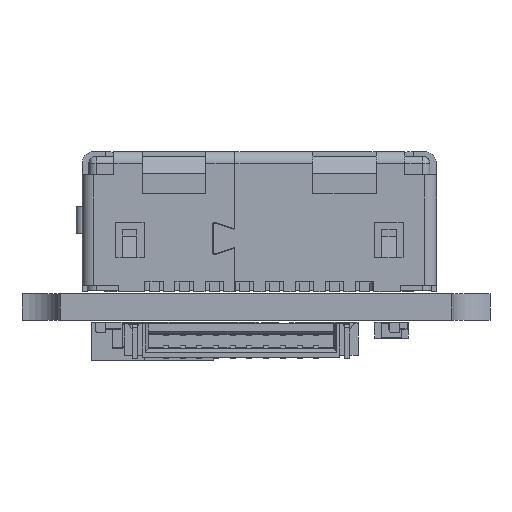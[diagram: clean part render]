
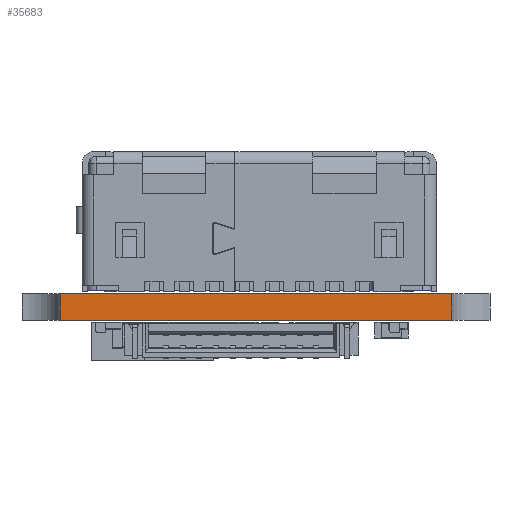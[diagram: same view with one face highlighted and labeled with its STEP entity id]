
A CAD part, front view. The second image highlights one B-rep face of the part: STEP entity #35683.
In plain terms, the highlighted planar face has unit normal (0, -1, 0).
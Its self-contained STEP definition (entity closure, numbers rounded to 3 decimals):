
#1829=PLANE('',#38273);
#3549=FACE_OUTER_BOUND('',#5324,.T.);
#5324=EDGE_LOOP('',(#33329,#33330,#33331,#33332));
#9582=LINE('',#58505,#13875);
#9586=LINE('',#58516,#13879);
#9587=LINE('',#58517,#13880);
#9588=LINE('',#58518,#13881);
#13875=VECTOR('',#47477,1.);
#13879=VECTOR('',#47487,1.);
#13880=VECTOR('',#47488,1.);
#13881=VECTOR('',#47489,1.);
#17936=VERTEX_POINT('',#58502);
#17937=VERTEX_POINT('',#58504);
#17940=VERTEX_POINT('',#58514);
#17941=VERTEX_POINT('',#58515);
#23077=EDGE_CURVE('',#17937,#17936,#9582,.T.);
#23082=EDGE_CURVE('',#17940,#17941,#9586,.T.);
#23083=EDGE_CURVE('',#17940,#17937,#9587,.T.);
#23084=EDGE_CURVE('',#17941,#17936,#9588,.T.);
#33329=ORIENTED_EDGE('',*,*,#23082,.F.);
#33330=ORIENTED_EDGE('',*,*,#23083,.T.);
#33331=ORIENTED_EDGE('',*,*,#23077,.T.);
#33332=ORIENTED_EDGE('',*,*,#23084,.F.);
#35683=ADVANCED_FACE('',(#3549),#1829,.F.);
#38273=AXIS2_PLACEMENT_3D('',#58513,#47485,#47486);
#47477=DIRECTION('',(0.,0.,1.));
#47485=DIRECTION('center_axis',(0.,1.,0.));
#47486=DIRECTION('ref_axis',(1.,0.,0.));
#47487=DIRECTION('',(0.,0.,1.));
#47488=DIRECTION('',(1.,0.,0.));
#47489=DIRECTION('',(1.,0.,0.));
#58502=CARTESIAN_POINT('',(12.85,0.,0.8));
#58504=CARTESIAN_POINT('',(12.85,0.,0.));
#58505=CARTESIAN_POINT('',(12.85,0.,0.));
#58513=CARTESIAN_POINT('Origin',(1.15,0.,0.));
#58514=CARTESIAN_POINT('',(1.15,0.,0.));
#58515=CARTESIAN_POINT('',(1.15,0.,0.8));
#58516=CARTESIAN_POINT('',(1.15,0.,0.));
#58517=CARTESIAN_POINT('',(1.15,0.,0.));
#58518=CARTESIAN_POINT('',(1.15,0.,0.8));
